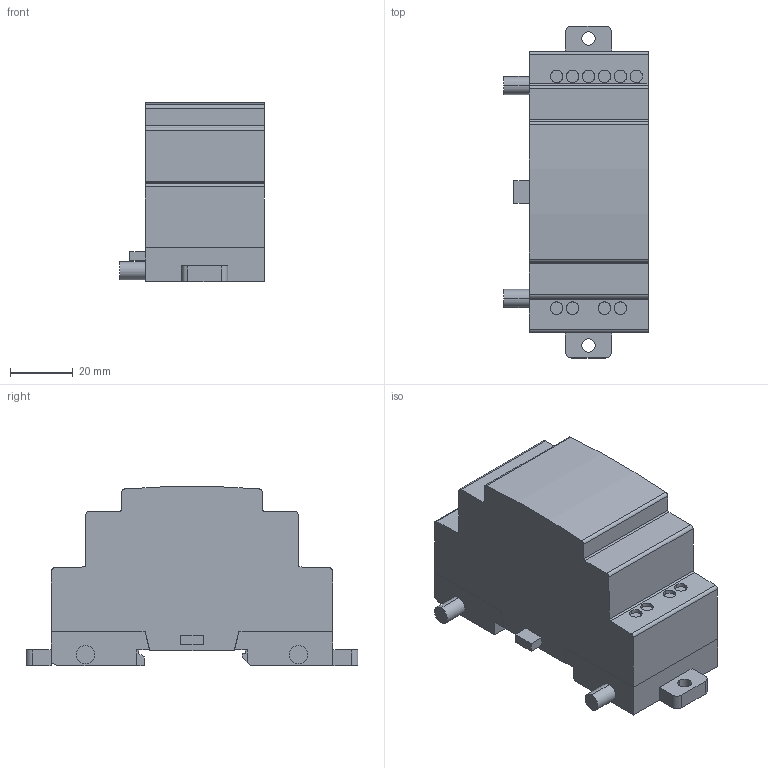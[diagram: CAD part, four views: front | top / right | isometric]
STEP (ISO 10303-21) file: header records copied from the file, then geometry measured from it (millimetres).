
FILE_DESCRIPTION((''),'2;1');
FILE_NAME('3d_LRE08RA024.stp','2012-10-10T14:17:40',(''),(''),'Mechanical Desktop 2011','Mechanical Desktop 2011',', , ');
FILE_SCHEMA(('CONFIG_CONTROL_DESIGN'));
Length unit declared in the file: millimetre
Products named in the file (1): Product
Bounding box: 46 x 106 x 57.2 mm (x, y, z)
Volume: 161440.5 mm3; surface area: 27233 mm2
Topology: 10 solids, 10 shells, 127 faces, 310 edges, 213 vertices
Faces by surface type: plane 78, cylinder 39, bspline 10
Entity records: 3917 total; most frequent: CARTESIAN_POINT 737, DIRECTION 650, ORIENTED_EDGE 620, EDGE_CURVE 310, AXIS2_PLACEMENT_3D 222, VERTEX_POINT 213, VECTOR 206, LINE 206
